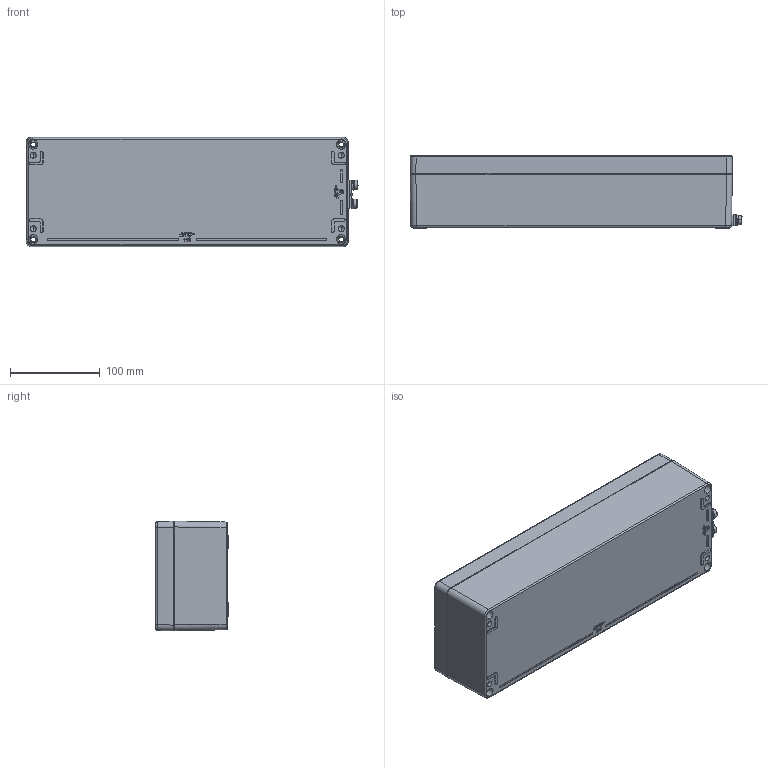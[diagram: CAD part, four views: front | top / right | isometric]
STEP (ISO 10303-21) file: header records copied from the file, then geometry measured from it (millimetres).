
FILE_DESCRIPTION(('FreeCAD Model'),'2;1');
FILE_NAME('GBAEX036012080.step', '2026-03-27T11:52:47',('Author'),(''), 'Open CASCADE STEP processor 7.3','FreeCAD','Unknown');
FILE_SCHEMA(('AUTOMOTIVE_DESIGN { 1 0 10303 214 1 1 1 1 }'));
Length unit declared in the file: millimetre
Products named in the file (4): GBAEX036012080; 36012080_BASE; 36012080_LID; M6_DOUBLE_EARTHING
Assembly tree (3 placements, depth 2):
  GBAEX036012080
    36012080_BASE
    36012080_LID
    M6_DOUBLE_EARTHING
Bounding box: 370.72 x 81 x 122.55 mm (x, y, z)
Volume: 728279 mm3; surface area: 341963.2 mm2
Topology: 9 solids, 9 shells, 1048 faces, 3213 edges, 3636 vertices
Faces by surface type: plane 415, bspline 258, cone 219, cylinder 156
Entity records: 48661 total; most frequent: CARTESIAN_POINT 21227, ORIENTED_EDGE 5468, DIRECTION 4475, EDGE_CURVE 2734, VERTEX_POINT 1796, LINE 1713, VECTOR 1713, AXIS2_PLACEMENT_3D 1381
